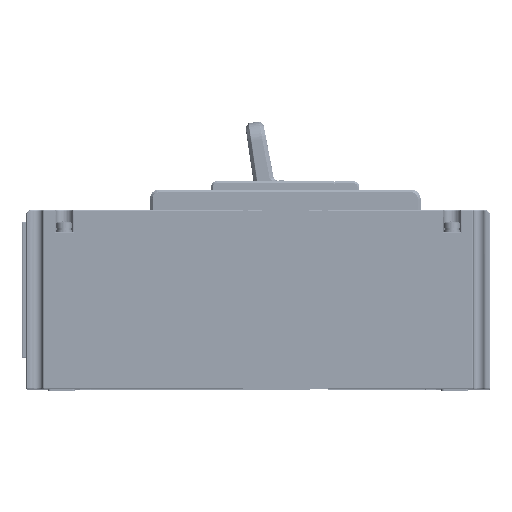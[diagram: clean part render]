
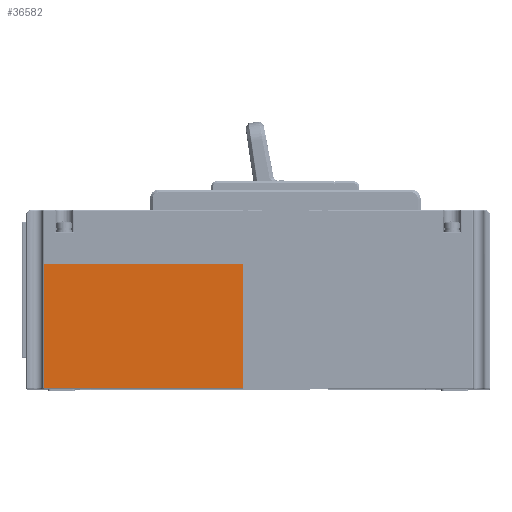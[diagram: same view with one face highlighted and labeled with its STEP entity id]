
A CAD part, top view. The second image highlights one B-rep face of the part: STEP entity #36582.
In plain terms, the highlighted face is planar.
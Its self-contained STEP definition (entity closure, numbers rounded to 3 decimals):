
#2800=DIRECTION('',(0.,1.,0.));
#2801=VECTOR('',#2800,68.7);
#2802=CARTESIAN_POINT('',(-99.,0.5,-23.5));
#2803=LINE('',#2802,#2801);
#2816=DIRECTION('',(0.,0.,1.));
#2817=VECTOR('',#2816,110.283);
#2818=CARTESIAN_POINT('',(-99.,0.5,-133.783));
#2819=LINE('',#2818,#2817);
#2835=DIRECTION('',(0.,-1.,0.));
#2836=VECTOR('',#2835,68.7);
#2837=CARTESIAN_POINT('',(-99.,69.2,-133.783));
#2838=LINE('',#2837,#2836);
#12159=DIRECTION('',(0.,0.,1.));
#12160=VECTOR('',#12159,110.283);
#12161=CARTESIAN_POINT('',(-99.,69.2,-133.783));
#12162=LINE('',#12161,#12160);
#16556=CARTESIAN_POINT('',(-99.,69.2,-23.5));
#16557=VERTEX_POINT('',#16556);
#16558=CARTESIAN_POINT('',(-99.,69.2,-133.783));
#16559=VERTEX_POINT('',#16558);
#18813=CARTESIAN_POINT('',(-99.,0.5,-23.5));
#18814=VERTEX_POINT('',#18813);
#18815=CARTESIAN_POINT('',(-99.,0.5,-133.783));
#18816=VERTEX_POINT('',#18815);
#36571=CARTESIAN_POINT('',(-99.,0.,-143.5));
#36572=DIRECTION('',(-1.,0.,0.));
#36573=DIRECTION('',(0.,0.,1.));
#36574=AXIS2_PLACEMENT_3D('',#36571,#36572,#36573);
#36575=PLANE('',#36574);
#36576=ORIENTED_EDGE('',*,*,#23365,.F.);
#36577=ORIENTED_EDGE('',*,*,#23393,.F.);
#36578=ORIENTED_EDGE('',*,*,#36188,.T.);
#36579=ORIENTED_EDGE('',*,*,#23348,.F.);
#36580=EDGE_LOOP('',(#36576,#36577,#36578,#36579));
#36581=FACE_OUTER_BOUND('',#36580,.F.);
#36582=ADVANCED_FACE('',(#36581),#36575,.T.);
#23348=EDGE_CURVE('',#18814,#16557,#2803,.T.);
#23365=EDGE_CURVE('',#18816,#18814,#2819,.T.);
#23393=EDGE_CURVE('',#16559,#18816,#2838,.T.);
#36188=EDGE_CURVE('',#16559,#16557,#12162,.T.);
